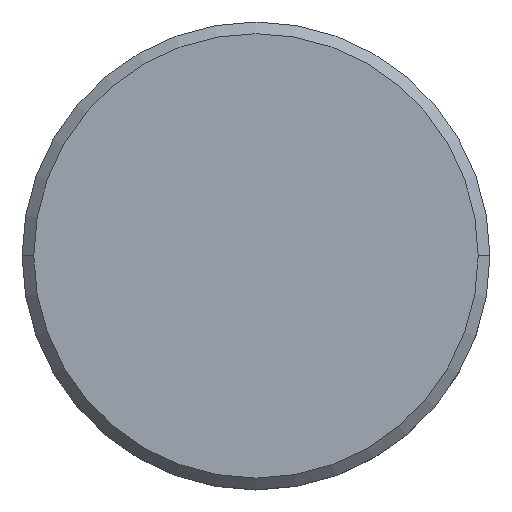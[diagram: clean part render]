
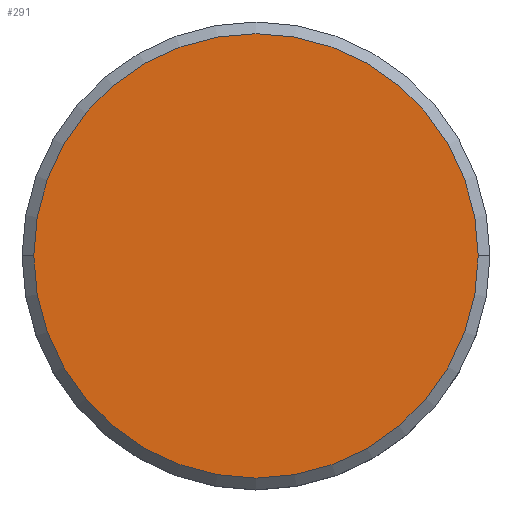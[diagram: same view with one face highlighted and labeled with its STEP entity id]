
A CAD part, top view. The second image highlights one B-rep face of the part: STEP entity #291.
In plain terms, the highlighted planar face has unit normal (0, 0, 1).
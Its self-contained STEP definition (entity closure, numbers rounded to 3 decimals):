
#65 = DIRECTION ( 'NONE',  ( 0., 0., 1. ) ) ;
#91 = CARTESIAN_POINT ( 'NONE',  ( 9.5, 0., 0. ) ) ;
#100 = PLANE ( 'NONE',  #583 ) ;
#141 = CARTESIAN_POINT ( 'NONE',  ( 0., 0., 0. ) ) ;
#178 = VERTEX_POINT ( 'NONE', #544 ) ;
#291 = ADVANCED_FACE ( 'NONE', ( #330 ), #100, .T. ) ;
#315 = CIRCLE ( 'NONE', #982, 9.5 ) ;
#330 = FACE_OUTER_BOUND ( 'NONE', #511, .T. ) ;
#368 = DIRECTION ( 'NONE',  ( 1., 0., 0. ) ) ;
#423 = CARTESIAN_POINT ( 'NONE',  ( 0., 0., 0. ) ) ;
#459 = ORIENTED_EDGE ( 'NONE', *, *, #659, .T. ) ;
#511 = EDGE_LOOP ( 'NONE', ( #964, #459 ) ) ;
#519 = AXIS2_PLACEMENT_3D ( 'NONE', #903, #970, #810 ) ;
#543 = EDGE_CURVE ( 'NONE', #178, #788, #315, .T. ) ;
#544 = CARTESIAN_POINT ( 'NONE',  ( -9.5, 0., 0. ) ) ;
#583 = AXIS2_PLACEMENT_3D ( 'NONE', #423, #655, #989 ) ;
#655 = DIRECTION ( 'NONE',  ( 0., 0., 1. ) ) ;
#659 = EDGE_CURVE ( 'NONE', #788, #178, #875, .T. ) ;
#788 = VERTEX_POINT ( 'NONE', #91 ) ;
#810 = DIRECTION ( 'NONE',  ( 1., 0., 0. ) ) ;
#875 = CIRCLE ( 'NONE', #519, 9.5 ) ;
#903 = CARTESIAN_POINT ( 'NONE',  ( 0., 0., 0. ) ) ;
#964 = ORIENTED_EDGE ( 'NONE', *, *, #543, .T. ) ;
#970 = DIRECTION ( 'NONE',  ( 0., 0., 1. ) ) ;
#982 = AXIS2_PLACEMENT_3D ( 'NONE', #141, #65, #368 ) ;
#989 = DIRECTION ( 'NONE',  ( 1., 0., 0. ) ) ;
